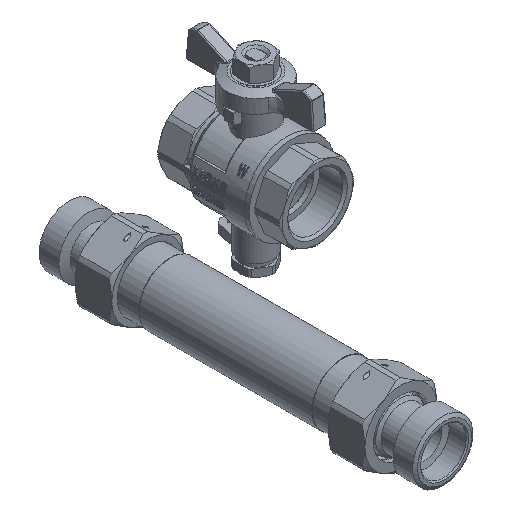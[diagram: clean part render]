
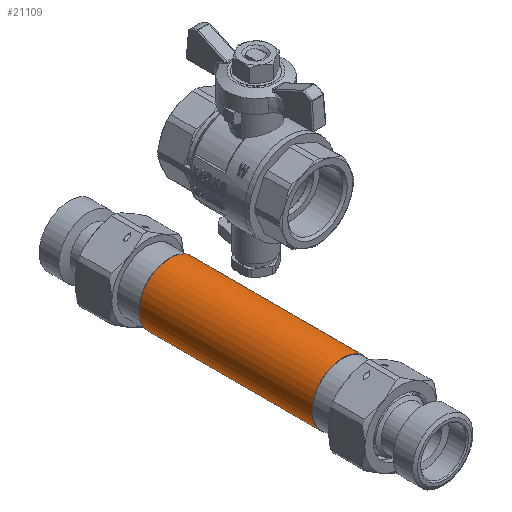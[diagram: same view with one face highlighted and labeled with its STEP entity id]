
A CAD part, isometric view. The second image highlights one B-rep face of the part: STEP entity #21109.
In plain terms, the highlighted cylindrical face has radius 13.45 mm (diameter 26.9 mm), a full revolution.
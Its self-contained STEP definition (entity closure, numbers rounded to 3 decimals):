
#5221=ORIENTED_EDGE('',*,*,#11721,.T.);
#5222=ORIENTED_EDGE('',*,*,#11722,.F.);
#11721=EDGE_CURVE('',#14971,#14971,#17171,.T.);
#11722=EDGE_CURVE('',#14972,#14972,#17172,.T.);
#14971=VERTEX_POINT('',#32802);
#14972=VERTEX_POINT('',#32804);
#17171=CIRCLE('',#22401,13.45);
#17172=CIRCLE('',#22402,13.45);
#17667=EDGE_LOOP('',(#5221));
#17668=EDGE_LOOP('',(#5222));
#19074=FACE_BOUND('',#17667,.T.);
#19075=FACE_BOUND('',#17668,.T.);
#20482=CYLINDRICAL_SURFACE('',#22400,13.45);
#21109=ADVANCED_FACE('',(#19074,#19075),#20482,.T.);
#22400=AXIS2_PLACEMENT_3D('',#32800,#25442,#25443);
#22401=AXIS2_PLACEMENT_3D('',#32801,#25444,#25445);
#22402=AXIS2_PLACEMENT_3D('',#32803,#25446,#25447);
#25442=DIRECTION('',(0.,1.,0.));
#25443=DIRECTION('',(0.,0.,1.));
#25444=DIRECTION('',(0.,1.,0.));
#25445=DIRECTION('',(1.,0.,0.));
#25446=DIRECTION('',(0.,1.,0.));
#25447=DIRECTION('',(0.,0.,-1.));
#32800=CARTESIAN_POINT('',(0.,-55.,0.));
#32801=CARTESIAN_POINT('',(0.,-38.,0.));
#32802=CARTESIAN_POINT('',(13.45,-38.,0.));
#32803=CARTESIAN_POINT('',(0.,38.,0.));
#32804=CARTESIAN_POINT('',(0.,38.,-13.45));
